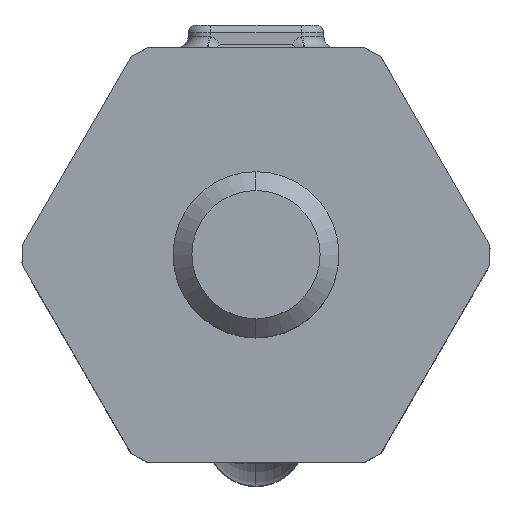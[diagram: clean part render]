
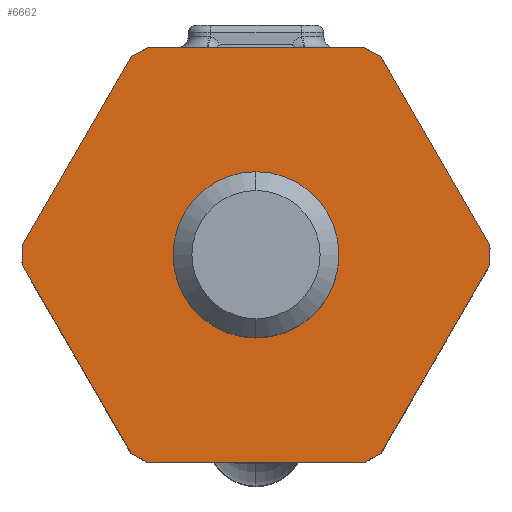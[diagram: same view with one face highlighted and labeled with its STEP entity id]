
A CAD part, top view. The second image highlights one B-rep face of the part: STEP entity #6662.
In plain terms, the highlighted planar face has unit normal (0, 0, 1).
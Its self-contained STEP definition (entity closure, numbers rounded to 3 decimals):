
#1=DIRECTION('',(-0.866,-0.5,0.));
#2=VECTOR('',#1,2.529);
#3=CARTESIAN_POINT('',(-14.417,27.5,49.7));
#4=LINE('',#3,#2);
#9=CARTESIAN_POINT('',(0.,0.,49.7));
#10=DIRECTION('',(0.,0.,1.));
#11=DIRECTION('',(1.,0.,0.));
#12=AXIS2_PLACEMENT_3D('',#9,#10,#11);
#14=CARTESIAN_POINT('',(0.,0.,49.7));
#15=DIRECTION('',(0.,0.,1.));
#16=DIRECTION('',(-1.,0.,0.));
#17=AXIS2_PLACEMENT_3D('',#14,#15,#16);
#76=DIRECTION('',(-1.,0.,0.));
#77=VECTOR('',#76,28.834);
#78=CARTESIAN_POINT('',(14.417,27.5,49.7));
#79=LINE('',#78,#77);
#3456=DIRECTION('',(-0.5,-0.866,0.));
#3457=VECTOR('',#3456,28.834);
#3458=CARTESIAN_POINT('',(-16.607,26.236,49.7));
#3459=LINE('',#3458,#3457);
#3464=DIRECTION('',(0.,-1.,0.));
#3465=VECTOR('',#3464,2.529);
#3466=CARTESIAN_POINT('',(-31.024,1.264,49.7));
#3467=LINE('',#3466,#3465);
#3484=DIRECTION('',(0.5,-0.866,0.));
#3485=VECTOR('',#3484,28.834);
#3486=CARTESIAN_POINT('',(-31.024,-1.264,49.7));
#3487=LINE('',#3486,#3485);
#3496=DIRECTION('',(0.866,-0.5,0.));
#3497=VECTOR('',#3496,2.529);
#3498=CARTESIAN_POINT('',(-16.607,-26.236,49.7));
#3499=LINE('',#3498,#3497);
#3556=DIRECTION('',(1.,0.,0.));
#3557=VECTOR('',#3556,28.834);
#3558=CARTESIAN_POINT('',(-14.417,-27.5,49.7));
#3559=LINE('',#3558,#3557);
#5031=DIRECTION('',(0.866,0.5,0.));
#5032=VECTOR('',#5031,2.529);
#5033=CARTESIAN_POINT('',(14.417,-27.5,49.7));
#5034=LINE('',#5033,#5032);
#5035=DIRECTION('',(0.5,0.866,0.));
#5036=VECTOR('',#5035,28.834);
#5037=CARTESIAN_POINT('',(16.607,-26.236,49.7));
#5038=LINE('',#5037,#5036);
#5043=DIRECTION('',(0.,1.,0.));
#5044=VECTOR('',#5043,2.529);
#5045=CARTESIAN_POINT('',(31.024,-1.264,49.7));
#5046=LINE('',#5045,#5044);
#5063=DIRECTION('',(-0.5,0.866,0.));
#5064=VECTOR('',#5063,28.834);
#5065=CARTESIAN_POINT('',(31.024,1.264,49.7));
#5066=LINE('',#5065,#5064);
#5071=DIRECTION('',(-0.866,0.5,0.));
#5072=VECTOR('',#5071,2.529);
#5073=CARTESIAN_POINT('',(16.607,26.236,49.7));
#5074=LINE('',#5073,#5072);
#5429=CARTESIAN_POINT('',(-14.417,27.5,49.7));
#5430=CARTESIAN_POINT('',(-16.607,26.236,49.7));
#5431=VERTEX_POINT('',#5429);
#5432=VERTEX_POINT('',#5430);
#5433=CARTESIAN_POINT('',(-31.024,1.264,49.7));
#5434=VERTEX_POINT('',#5433);
#5435=CARTESIAN_POINT('',(-31.024,-1.264,49.7));
#5436=VERTEX_POINT('',#5435);
#5437=CARTESIAN_POINT('',(-16.607,-26.236,49.7));
#5438=VERTEX_POINT('',#5437);
#5439=CARTESIAN_POINT('',(-14.417,-27.5,49.7));
#5440=VERTEX_POINT('',#5439);
#5441=CARTESIAN_POINT('',(14.417,-27.5,49.7));
#5442=VERTEX_POINT('',#5441);
#5443=CARTESIAN_POINT('',(16.607,-26.236,49.7));
#5444=VERTEX_POINT('',#5443);
#5445=CARTESIAN_POINT('',(31.024,-1.264,49.7));
#5446=VERTEX_POINT('',#5445);
#5447=CARTESIAN_POINT('',(31.024,1.264,49.7));
#5448=VERTEX_POINT('',#5447);
#5449=CARTESIAN_POINT('',(16.607,26.236,49.7));
#5450=VERTEX_POINT('',#5449);
#5451=CARTESIAN_POINT('',(14.417,27.5,49.7));
#5452=VERTEX_POINT('',#5451);
#5465=CARTESIAN_POINT('',(11.,0.,49.7));
#5466=CARTESIAN_POINT('',(-11.,0.,49.7));
#5467=VERTEX_POINT('',#5465);
#5468=VERTEX_POINT('',#5466);
#6626=CARTESIAN_POINT('',(50.,-50.,49.7));
#6627=DIRECTION('',(0.,0.,-1.));
#6628=DIRECTION('',(-1.,0.,0.));
#6629=AXIS2_PLACEMENT_3D('',#6626,#6627,#6628);
#6630=PLANE('',#6629);
#6631=ORIENTED_EDGE('',*,*,#6615,.F.);
#6633=ORIENTED_EDGE('',*,*,#6632,.F.);
#6635=ORIENTED_EDGE('',*,*,#6634,.F.);
#6637=ORIENTED_EDGE('',*,*,#6636,.F.);
#6639=ORIENTED_EDGE('',*,*,#6638,.F.);
#6641=ORIENTED_EDGE('',*,*,#6640,.F.);
#6643=ORIENTED_EDGE('',*,*,#6642,.F.);
#6645=ORIENTED_EDGE('',*,*,#6644,.F.);
#6647=ORIENTED_EDGE('',*,*,#6646,.F.);
#6649=ORIENTED_EDGE('',*,*,#6648,.F.);
#6651=ORIENTED_EDGE('',*,*,#6650,.F.);
#6653=ORIENTED_EDGE('',*,*,#6652,.F.);
#6654=EDGE_LOOP('',(#6631,#6633,#6635,#6637,#6639,#6641,#6643,#6645,#6647,#6649,
#6651,#6653));
#6655=FACE_OUTER_BOUND('',#6654,.F.);
#6657=ORIENTED_EDGE('',*,*,#6656,.T.);
#6659=ORIENTED_EDGE('',*,*,#6658,.T.);
#6660=EDGE_LOOP('',(#6657,#6659));
#6661=FACE_BOUND('',#6660,.F.);
#6662=ADVANCED_FACE('',(#6655,#6661),#6630,.F.);
#13=CIRCLE('',#12,11.);
#18=CIRCLE('',#17,11.);
#6615=EDGE_CURVE('',#5431,#5432,#4,.T.);
#6632=EDGE_CURVE('',#5452,#5431,#79,.T.);
#6634=EDGE_CURVE('',#5450,#5452,#5074,.T.);
#6636=EDGE_CURVE('',#5448,#5450,#5066,.T.);
#6638=EDGE_CURVE('',#5446,#5448,#5046,.T.);
#6640=EDGE_CURVE('',#5444,#5446,#5038,.T.);
#6642=EDGE_CURVE('',#5442,#5444,#5034,.T.);
#6644=EDGE_CURVE('',#5440,#5442,#3559,.T.);
#6646=EDGE_CURVE('',#5438,#5440,#3499,.T.);
#6648=EDGE_CURVE('',#5436,#5438,#3487,.T.);
#6650=EDGE_CURVE('',#5434,#5436,#3467,.T.);
#6652=EDGE_CURVE('',#5432,#5434,#3459,.T.);
#6656=EDGE_CURVE('',#5467,#5468,#13,.T.);
#6658=EDGE_CURVE('',#5468,#5467,#18,.T.);
